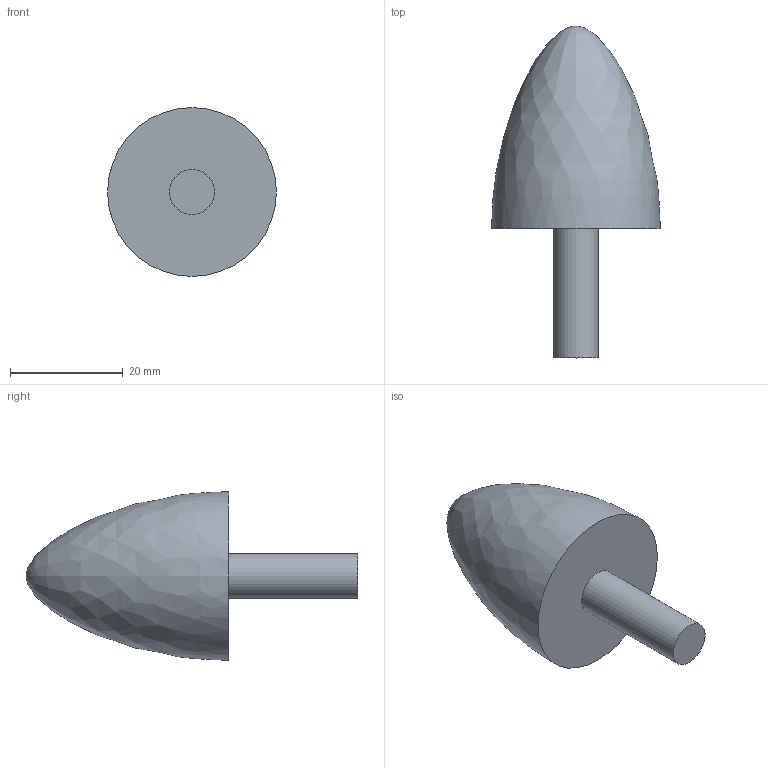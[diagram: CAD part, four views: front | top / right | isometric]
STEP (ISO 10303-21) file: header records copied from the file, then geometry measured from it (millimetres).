
FILE_DESCRIPTION(/* description */ (''),/* implementation_level */ '2;1');
FILE_NAME(/* name */ 'A2CN31.stp',/* time_stamp */ '2022-06-23T11:59:32+02:00',/* author */ ('stefan.nesic'),/* organization */ (''),/* preprocessor_version */ 'ST-DEVELOPER v18.1',/* originating_system */ 'Autodesk Inventor 2021',/* authorisation */ '');
FILE_SCHEMA (('AUTOMOTIVE_DESIGN { 1 0 10303 214 3 1 1 }'));
Length unit declared in the file: millimetre
Products named in the file (1): Parte80
Bounding box: 30 x 59 x 30 mm (x, y, z)
Volume: 16861.6 mm3; surface area: 3971.5 mm2
Topology: 1 solids, 1 shells, 4 faces, 6 edges, 4 vertices
Faces by surface type: plane 2, bspline 1, cylinder 1
Full cylindrical faces by diameter (mm): 8 x1
Entity records: 191 total; most frequent: CARTESIAN_POINT 62, DIRECTION 15, ORIENTED_EDGE 10, AXIS2_PLACEMENT_3D 7, EDGE_LOOP 5, EDGE_CURVE 5, FACE_OUTER_BOUND 4, VERTEX_POINT 4
